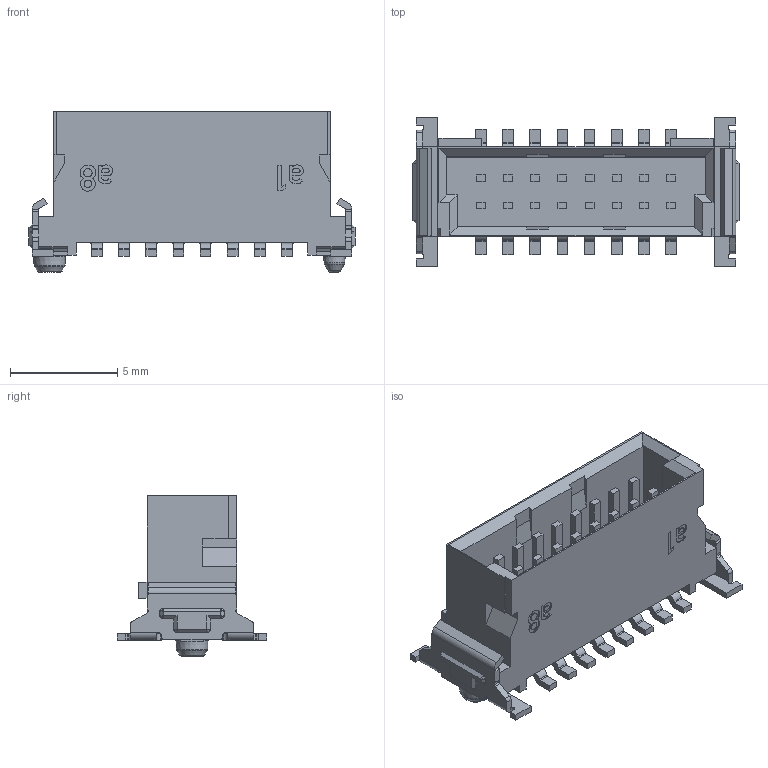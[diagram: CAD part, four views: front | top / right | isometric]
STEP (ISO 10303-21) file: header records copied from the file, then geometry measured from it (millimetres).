
FILE_DESCRIPTION(/* description */ (''),/* implementation_level */ '2;1');
FILE_NAME(/* name */ 'ERNI_254587.stp',/* time_stamp */ '2015-04-14T15:35:45+02:00',/* author */ ('admchouv'),/* organization */ ('ERNI'),/* preprocessor_version */ 'ST-DEVELOPER v15.5',/* originating_system */ 'AutoCAD Mechanical',/* authorisation */ '');
FILE_SCHEMA (('AUTOMOTIVE_DESIGN { 1 0 10303 214 3 1 1 }'));
Length unit declared in the file: millimetre
Products named in the file (1): Product
Bounding box: 15.24 x 7 x 7.5 mm (x, y, z)
Volume: 178.3 mm3; surface area: 762.8 mm2
Topology: 37 solids, 37 shells, 725 faces, 1895 edges, 1243 vertices
Faces by surface type: plane 510, cylinder 141, bspline 50, cone 18, torus 6
Entity records: 23787 total; most frequent: CARTESIAN_POINT 6072, ORIENTED_EDGE 3752, DIRECTION 3435, EDGE_CURVE 1876, LINE 1461, VECTOR 1461, VERTEX_POINT 1240, AXIS2_PLACEMENT_3D 987
